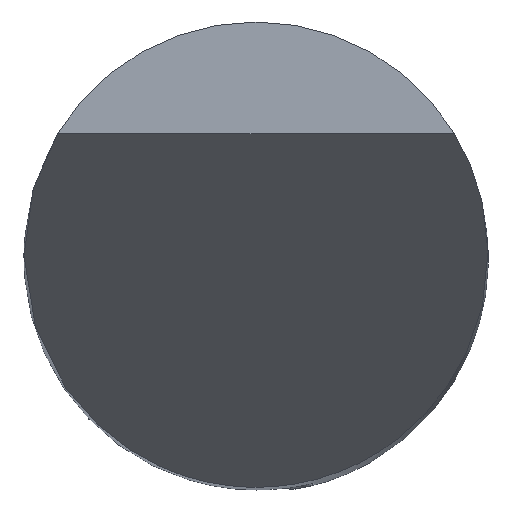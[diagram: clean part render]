
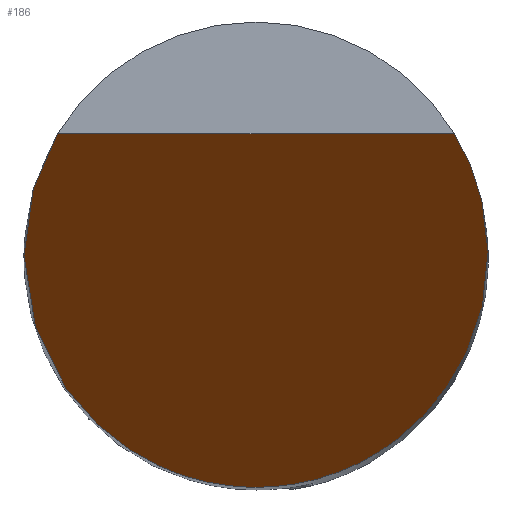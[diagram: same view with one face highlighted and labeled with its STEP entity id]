
A CAD part, top view. The second image highlights one B-rep face of the part: STEP entity #186.
In plain terms, the highlighted planar face has unit normal (0, -0.866, 0.5).
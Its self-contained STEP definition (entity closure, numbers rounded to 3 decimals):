
#68=PLANE('',#953);
#103=LINE('',#1581,#143);
#143=VECTOR('',#1071,1.);
#186=ADVANCED_FACE('',(#245),#68,.F.);
#245=FACE_OUTER_BOUND('',#297,.T.);
#297=EDGE_LOOP('',(#464,#465,#466));
#464=ORIENTED_EDGE('',*,*,#729,.T.);
#465=ORIENTED_EDGE('',*,*,#746,.T.);
#466=ORIENTED_EDGE('',*,*,#776,.T.);
#647=VERTEX_POINT('',#1288);
#648=VERTEX_POINT('',#1293);
#660=VERTEX_POINT('',#1415);
#729=EDGE_CURVE('',#648,#647,#887,.T.);
#746=EDGE_CURVE('',#647,#660,#891,.T.);
#776=EDGE_CURVE('',#660,#648,#103,.T.);
#887=(
BOUNDED_CURVE()
B_SPLINE_CURVE(3,(#1289,#1290,#1291,#1292),.UNSPECIFIED.,.F.,.F.)
B_SPLINE_CURVE_WITH_KNOTS((4,4),(0.,1.),.UNSPECIFIED.)
CURVE()
GEOMETRIC_REPRESENTATION_ITEM()
RATIONAL_B_SPLINE_CURVE((1.,0.66,0.66,1.))
REPRESENTATION_ITEM('')
);
#891=(
BOUNDED_CURVE()
B_SPLINE_CURVE(3,(#1416,#1417,#1418,#1419),.UNSPECIFIED.,.F.,.F.)
B_SPLINE_CURVE_WITH_KNOTS((4,4),(0.,1.),.UNSPECIFIED.)
CURVE()
GEOMETRIC_REPRESENTATION_ITEM()
RATIONAL_B_SPLINE_CURVE((1.,0.66,0.66,1.))
REPRESENTATION_ITEM('')
);
#953=AXIS2_PLACEMENT_3D('',#1583,#1074,#1075);
#1071=DIRECTION('',(-1.,0.,0.));
#1074=DIRECTION('',(0.,0.866,-0.5));
#1075=DIRECTION('',(0.,0.5,0.866));
#1288=CARTESIAN_POINT('',(0.,-2.5,-4.33));
#1289=CARTESIAN_POINT('',(-2.136,1.299,2.25));
#1290=CARTESIAN_POINT('',(-3.28,-0.581,-1.007));
#1291=CARTESIAN_POINT('',(-2.201,-2.5,-4.33));
#1292=CARTESIAN_POINT('',(0.,-2.5,-4.33));
#1293=CARTESIAN_POINT('',(-2.136,1.299,2.25));
#1415=CARTESIAN_POINT('',(2.136,1.299,2.25));
#1416=CARTESIAN_POINT('',(0.,-2.5,-4.33));
#1417=CARTESIAN_POINT('',(2.201,-2.5,-4.33));
#1418=CARTESIAN_POINT('',(3.28,-0.581,-1.007));
#1419=CARTESIAN_POINT('',(2.136,1.299,2.25));
#1581=CARTESIAN_POINT('',(0.,1.299,2.25));
#1583=CARTESIAN_POINT('',(2.5,-2.5,-4.33));
